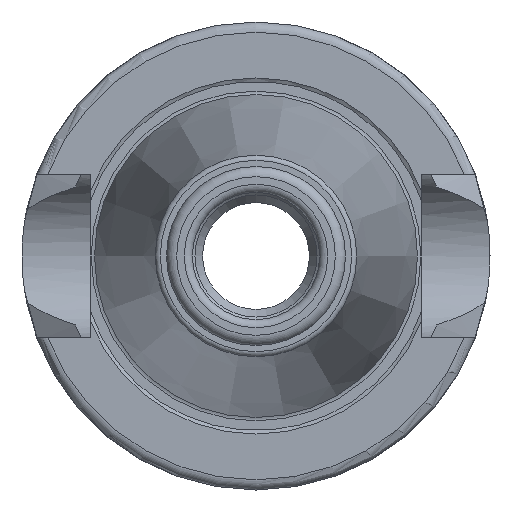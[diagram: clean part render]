
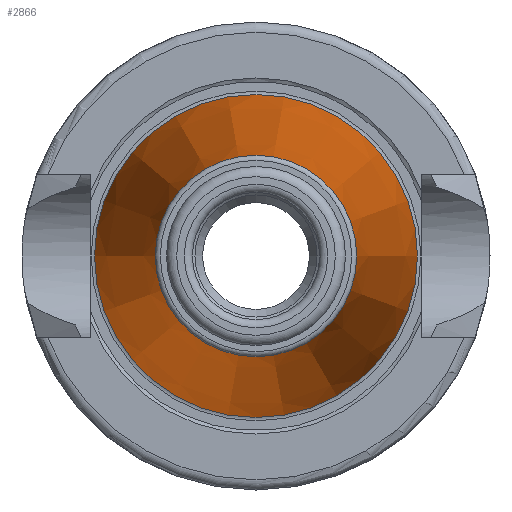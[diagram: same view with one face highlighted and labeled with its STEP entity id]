
A CAD part, left-side view. The second image highlights one B-rep face of the part: STEP entity #2866.
In plain terms, the highlighted conical face has half-angle 8.297 degrees and reference radius 12.887 mm.
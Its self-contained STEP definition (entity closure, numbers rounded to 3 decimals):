
#2832=CARTESIAN_POINT('',(-40.972,9.9,0.0));
#2833=VERTEX_POINT('',#2832);
#2834=CARTESIAN_POINT('',(-40.972,0.0,0.0));
#2835=DIRECTION('',(1.0,0.0,0.0));
#2836=DIRECTION('',(0.0,1.0,0.0));
#2837=AXIS2_PLACEMENT_3D('',#2834,#2835,#2836);
#2838=CIRCLE('',#2837,9.9);
#2839=EDGE_CURVE('',#2833,#2833,#2838,.T.);
#2847=CARTESIAN_POINT('',(-20.486,0.0,0.0));
#2848=DIRECTION('',(1.0,0.0,0.0));
#2849=DIRECTION('',(0.0,1.0,0.0));
#2850=AXIS2_PLACEMENT_3D('',#2847,#2848,#2849);
#2851=CONICAL_SURFACE('',#2850,12.887,8.297);
#2852=CARTESIAN_POINT('',(0.0,15.875,0.0));
#2853=VERTEX_POINT('',#2852);
#2854=CARTESIAN_POINT('',(0.0,0.0,0.0));
#2855=DIRECTION('',(1.0,0.0,0.0));
#2856=DIRECTION('',(0.0,1.0,0.0));
#2857=AXIS2_PLACEMENT_3D('',#2854,#2855,#2856);
#2858=CIRCLE('',#2857,15.875);
#2859=EDGE_CURVE('',#2853,#2853,#2858,.T.);
#2860=ORIENTED_EDGE('',*,*,#2859,.F.);
#2861=EDGE_LOOP('',(#2860));
#2862=FACE_OUTER_BOUND('',#2861,.T.);
#2863=ORIENTED_EDGE('',*,*,#2839,.T.);
#2864=EDGE_LOOP('',(#2863));
#2865=FACE_BOUND('',#2864,.T.);
#2866=ADVANCED_FACE('',(#2862,#2865),#2851,.T.);
